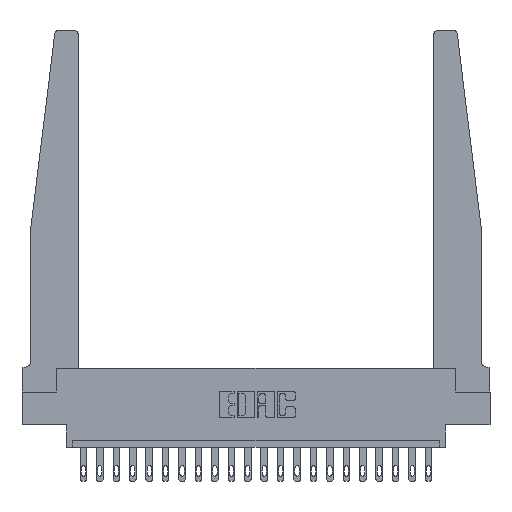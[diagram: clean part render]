
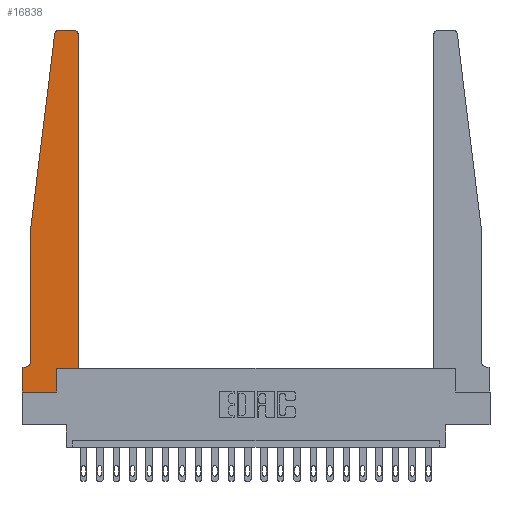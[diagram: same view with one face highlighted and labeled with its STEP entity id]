
A CAD part, top view. The second image highlights one B-rep face of the part: STEP entity #16838.
In plain terms, the highlighted planar face has unit normal (0, 0, 1).
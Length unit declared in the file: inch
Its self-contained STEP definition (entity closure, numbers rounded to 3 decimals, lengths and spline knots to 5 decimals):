
#104 = CARTESIAN_POINT ( 'NONE',  ( 0.425, 2.72, 0.37 ) ) ;
#323 = DIRECTION ( 'NONE',  ( 1., 0., 0. ) ) ;
#381 = VECTOR ( 'NONE', #14373, 39.37008 ) ;
#1173 = CARTESIAN_POINT ( 'NONE',  ( 0., 0.1875, 0.37 ) ) ;
#1363 = ORIENTED_EDGE ( 'NONE', *, *, #19665, .T. ) ;
#1552 = DIRECTION ( 'NONE',  ( 1., 0., 0. ) ) ;
#1588 = AXIS2_PLACEMENT_3D ( 'NONE', #1173, #14399, #11112 ) ;
#1633 = DIRECTION ( 'NONE',  ( 0., 1., 0. ) ) ;
#2048 = ORIENTED_EDGE ( 'NONE', *, *, #19785, .T. ) ;
#2064 = CIRCLE ( 'NONE', #4168, 0.05 ) ;
#2700 = FACE_OUTER_BOUND ( 'NONE', #5407, .T. ) ;
#2822 = LINE ( 'NONE', #9943, #12193 ) ;
#2949 = EDGE_CURVE ( 'NONE', #18945, #3239, #17770, .T. ) ;
#3239 = VERTEX_POINT ( 'NONE', #10990 ) ;
#3423 = CARTESIAN_POINT ( 'NONE',  ( 0.2605, 0.18, 0.37 ) ) ;
#3679 = ORIENTED_EDGE ( 'NONE', *, *, #6176, .T. ) ;
#4013 = EDGE_CURVE ( 'NONE', #10954, #10102, #17774, .T. ) ;
#4168 = AXIS2_PLACEMENT_3D ( 'NONE', #15937, #14200, #14092 ) ;
#4404 = CARTESIAN_POINT ( 'NONE',  ( 0.2605, 0., 0.37 ) ) ;
#4802 = DIRECTION ( 'NONE',  ( 0., 0., 1. ) ) ;
#5407 = EDGE_LOOP ( 'NONE', ( #11183, #3679, #10956, #13875, #1363, #11988, #2048, #16398, #15584, #10670, #15548, #8572 ) ) ;
#5502 = AXIS2_PLACEMENT_3D ( 'NONE', #6198, #4802, #11217 ) ;
#5689 = CARTESIAN_POINT ( 'NONE',  ( 0.425, 0.18, 0.37 ) ) ;
#5840 = VERTEX_POINT ( 'NONE', #104 ) ;
#5854 = LINE ( 'NONE', #7262, #13956 ) ;
#5957 = DIRECTION ( 'NONE',  ( 1., 0., 0. ) ) ;
#6055 = LINE ( 'NONE', #14666, #11207 ) ;
#6176 = EDGE_CURVE ( 'NONE', #10102, #18945, #20861, .T. ) ;
#6198 = CARTESIAN_POINT ( 'NONE',  ( 0.27653, 2.72, 0.37 ) ) ;
#6264 = CARTESIAN_POINT ( 'NONE',  ( 0.425, 0.18, 0.37 ) ) ;
#6476 = CARTESIAN_POINT ( 'NONE',  ( 0., 0.1875, 0.37 ) ) ;
#7262 = CARTESIAN_POINT ( 'NONE',  ( 0., 0., 0.37 ) ) ;
#7280 = VERTEX_POINT ( 'NONE', #18092 ) ;
#7793 = CARTESIAN_POINT ( 'NONE',  ( 0., 0., 0.37 ) ) ;
#7836 = PLANE ( 'NONE',  #1588 ) ;
#8572 = ORIENTED_EDGE ( 'NONE', *, *, #11685, .T. ) ;
#9792 = LINE ( 'NONE', #16448, #381 ) ;
#9813 = EDGE_CURVE ( 'NONE', #3239, #17438, #9792, .T. ) ;
#9943 = CARTESIAN_POINT ( 'NONE',  ( 0., 0., 0.37 ) ) ;
#10102 = VERTEX_POINT ( 'NONE', #17506 ) ;
#10224 = EDGE_CURVE ( 'NONE', #7280, #15039, #6055, .T. ) ;
#10670 = ORIENTED_EDGE ( 'NONE', *, *, #12241, .T. ) ;
#10673 = CARTESIAN_POINT ( 'NONE',  ( 0.395, 2.75, 0.37 ) ) ;
#10954 = VERTEX_POINT ( 'NONE', #10673 ) ;
#10956 = ORIENTED_EDGE ( 'NONE', *, *, #2949, .T. ) ;
#10990 = CARTESIAN_POINT ( 'NONE',  ( 0.065, 1.25, 0.37 ) ) ;
#11112 = DIRECTION ( 'NONE',  ( 1., 0., 0. ) ) ;
#11183 = ORIENTED_EDGE ( 'NONE', *, *, #4013, .T. ) ;
#11207 = VECTOR ( 'NONE', #16191, 39.37008 ) ;
#11217 = DIRECTION ( 'NONE',  ( 1., 0., 0. ) ) ;
#11218 = VECTOR ( 'NONE', #323, 39.37008 ) ;
#11615 = LINE ( 'NONE', #6264, #18661 ) ;
#11685 = EDGE_CURVE ( 'NONE', #5840, #10954, #12236, .T. ) ;
#11766 = VERTEX_POINT ( 'NONE', #3423 ) ;
#11988 = ORIENTED_EDGE ( 'NONE', *, *, #10224, .T. ) ;
#12193 = VECTOR ( 'NONE', #14946, 39.37008 ) ;
#12236 = CIRCLE ( 'NONE', #19589, 0.03 ) ;
#12241 = EDGE_CURVE ( 'NONE', #11766, #16741, #14090, .T. ) ;
#12744 = VECTOR ( 'NONE', #19007, 39.37008 ) ;
#13114 = VERTEX_POINT ( 'NONE', #4404 ) ;
#13149 = DIRECTION ( 'NONE',  ( 0., 0., 1. ) ) ;
#13744 = CARTESIAN_POINT ( 'NONE',  ( 0.425, 0.18, 0.37 ) ) ;
#13875 = ORIENTED_EDGE ( 'NONE', *, *, #9813, .T. ) ;
#13956 = VECTOR ( 'NONE', #5957, 39.37008 ) ;
#14090 = LINE ( 'NONE', #5689, #11218 ) ;
#14092 = DIRECTION ( 'NONE',  ( -1., 0., 0. ) ) ;
#14200 = DIRECTION ( 'NONE',  ( 0., 0., -1. ) ) ;
#14294 = CARTESIAN_POINT ( 'NONE',  ( 0.25, 2.75, 0.37 ) ) ;
#14373 = DIRECTION ( 'NONE',  ( 0., -1., 0. ) ) ;
#14399 = DIRECTION ( 'NONE',  ( 0., 0., 1. ) ) ;
#14508 = DIRECTION ( 'NONE',  ( -0.122, -0.992, 0. ) ) ;
#14666 = CARTESIAN_POINT ( 'NONE',  ( 0.065, 0.1875, 0.37 ) ) ;
#14839 = VECTOR ( 'NONE', #1633, 39.37008 ) ;
#14870 = CARTESIAN_POINT ( 'NONE',  ( 0.2605, 0.18, 0.37 ) ) ;
#14946 = DIRECTION ( 'NONE',  ( 0., -1., 0. ) ) ;
#15039 = VERTEX_POINT ( 'NONE', #6476 ) ;
#15548 = ORIENTED_EDGE ( 'NONE', *, *, #17855, .T. ) ;
#15584 = ORIENTED_EDGE ( 'NONE', *, *, #18164, .T. ) ;
#15937 = CARTESIAN_POINT ( 'NONE',  ( 0.015, 0.2375, 0.37 ) ) ;
#16191 = DIRECTION ( 'NONE',  ( -1., 0., 0. ) ) ;
#16398 = ORIENTED_EDGE ( 'NONE', *, *, #20514, .T. ) ;
#16448 = CARTESIAN_POINT ( 'NONE',  ( 0.065, 1.25, 0.37 ) ) ;
#16741 = VERTEX_POINT ( 'NONE', #13744 ) ;
#16838 = ADVANCED_FACE ( 'NONE', ( #2700 ), #7836, .T. ) ;
#17438 = VERTEX_POINT ( 'NONE', #19438 ) ;
#17506 = CARTESIAN_POINT ( 'NONE',  ( 0.27653, 2.75, 0.37 ) ) ;
#17770 = LINE ( 'NONE', #19984, #21598 ) ;
#17774 = LINE ( 'NONE', #14294, #12744 ) ;
#17855 = EDGE_CURVE ( 'NONE', #16741, #5840, #11615, .T. ) ;
#18092 = CARTESIAN_POINT ( 'NONE',  ( 0.015, 0.1875, 0.37 ) ) ;
#18164 = EDGE_CURVE ( 'NONE', #13114, #11766, #21556, .T. ) ;
#18273 = CARTESIAN_POINT ( 'NONE',  ( 0.395, 2.72, 0.37 ) ) ;
#18372 = DIRECTION ( 'NONE',  ( 0., 1., 0. ) ) ;
#18661 = VECTOR ( 'NONE', #18372, 39.37008 ) ;
#18945 = VERTEX_POINT ( 'NONE', #19310 ) ;
#19007 = DIRECTION ( 'NONE',  ( -1., 0., 0. ) ) ;
#19310 = CARTESIAN_POINT ( 'NONE',  ( 0.24675, 2.72367, 0.37 ) ) ;
#19386 = VERTEX_POINT ( 'NONE', #7793 ) ;
#19438 = CARTESIAN_POINT ( 'NONE',  ( 0.065, 0.2375, 0.37 ) ) ;
#19589 = AXIS2_PLACEMENT_3D ( 'NONE', #18273, #13149, #1552 ) ;
#19665 = EDGE_CURVE ( 'NONE', #17438, #7280, #2064, .T. ) ;
#19785 = EDGE_CURVE ( 'NONE', #15039, #19386, #2822, .T. ) ;
#19984 = CARTESIAN_POINT ( 'NONE',  ( 0.065, 1.25, 0.37 ) ) ;
#20514 = EDGE_CURVE ( 'NONE', #19386, #13114, #5854, .T. ) ;
#20861 = CIRCLE ( 'NONE', #5502, 0.03 ) ;
#21556 = LINE ( 'NONE', #14870, #14839 ) ;
#21598 = VECTOR ( 'NONE', #14508, 39.37008 ) ;
